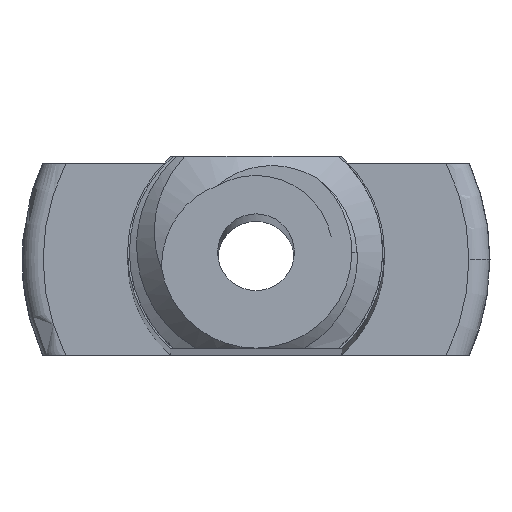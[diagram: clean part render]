
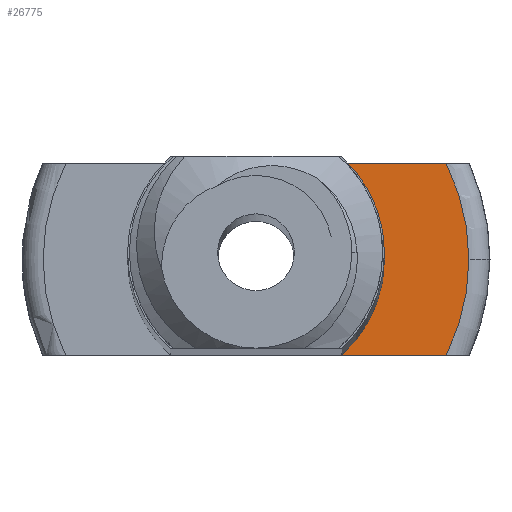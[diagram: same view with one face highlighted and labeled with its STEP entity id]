
A CAD part, top view. The second image highlights one B-rep face of the part: STEP entity #26775.
In plain terms, the highlighted planar face has unit normal (0, 0, 1).
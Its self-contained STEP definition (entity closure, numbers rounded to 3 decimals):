
#7090 = PLANE('',#7091);
#7091 = AXIS2_PLACEMENT_3D('',#7092,#7093,#7094);
#7092 = CARTESIAN_POINT('',(-12.5,-2.5,200.));
#7093 = DIRECTION('',(0.,1.,0.));
#7094 = DIRECTION('',(-1.,0.,0.));
#7879 = PLANE('',#7880);
#7880 = AXIS2_PLACEMENT_3D('',#7881,#7882,#7883);
#7881 = CARTESIAN_POINT('',(-12.5,2.5,200.));
#7882 = DIRECTION('',(0.,-1.,0.));
#7883 = DIRECTION('',(1.,0.,0.));
#11154 = VERTEX_POINT('',#11155);
#11155 = CARTESIAN_POINT('',(4.955,-2.5,0.));
#11207 = TOROIDAL_SURFACE('',#11208,5.55,0.55);
#11208 = AXIS2_PLACEMENT_3D('',#11209,#11210,#11211);
#11209 = CARTESIAN_POINT('',(0.,0.,-0.55
    ));
#11210 = DIRECTION('',(0.,0.,1.));
#11211 = DIRECTION('',(1.,0.,0.));
#11238 = EDGE_CURVE('',#11239,#11154,#11241,.T.);
#11239 = VERTEX_POINT('',#11240);
#11240 = CARTESIAN_POINT('',(2.23,-2.5,0.));
#11241 = SURFACE_CURVE('',#11242,(#11246,#11253),.PCURVE_S1.);
#11242 = LINE('',#11243,#11244);
#11243 = CARTESIAN_POINT('',(-6.25,-2.5,0.));
#11244 = VECTOR('',#11245,1.);
#11245 = DIRECTION('',(1.,0.,0.));
#11246 = PCURVE('',#7090,#11247);
#11247 = DEFINITIONAL_REPRESENTATION('',(#11248),#11252);
#11248 = LINE('',#11249,#11250);
#11249 = CARTESIAN_POINT('',(-6.25,-200.));
#11250 = VECTOR('',#11251,1.);
#11251 = DIRECTION('',(-1.,0.));
#11252 = ( GEOMETRIC_REPRESENTATION_CONTEXT(2) 
PARAMETRIC_REPRESENTATION_CONTEXT() REPRESENTATION_CONTEXT('2D SPACE',''
  ) );
#11253 = PCURVE('',#11254,#11259);
#11254 = PLANE('',#11255);
#11255 = AXIS2_PLACEMENT_3D('',#11256,#11257,#11258);
#11256 = CARTESIAN_POINT('',(0.,0.,
    0.));
#11257 = DIRECTION('',(0.,0.,-1.));
#11258 = DIRECTION('',(1.,0.,0.));
#11259 = DEFINITIONAL_REPRESENTATION('',(#11260),#11264);
#11260 = LINE('',#11261,#11262);
#11261 = CARTESIAN_POINT('',(-6.25,2.5));
#11262 = VECTOR('',#11263,1.);
#11263 = DIRECTION('',(1.,0.));
#11264 = ( GEOMETRIC_REPRESENTATION_CONTEXT(2) 
PARAMETRIC_REPRESENTATION_CONTEXT() REPRESENTATION_CONTEXT('2D SPACE',''
  ) );
#11282 = CYLINDRICAL_SURFACE('',#11283,3.35);
#11283 = AXIS2_PLACEMENT_3D('',#11284,#11285,#11286);
#11284 = CARTESIAN_POINT('',(0.,0.,
    101.725));
#11285 = DIRECTION('',(0.,0.,-1.));
#11286 = DIRECTION('',(1.,0.,0.));
#23461 = TOROIDAL_SURFACE('',#23462,5.55,0.55);
#23462 = AXIS2_PLACEMENT_3D('',#23463,#23464,#23465);
#23463 = CARTESIAN_POINT('',(0.,0.,-0.55
    ));
#23464 = DIRECTION('',(0.,0.,1.));
#23465 = DIRECTION('',(1.,0.,0.));
#25165 = VERTEX_POINT('',#25166);
#25166 = CARTESIAN_POINT('',(4.955,2.5,0.));
#25244 = EDGE_CURVE('',#25245,#25165,#25247,.T.);
#25245 = VERTEX_POINT('',#25246);
#25246 = CARTESIAN_POINT('',(2.23,2.5,0.));
#25247 = SURFACE_CURVE('',#25248,(#25252,#25259),.PCURVE_S1.);
#25248 = LINE('',#25249,#25250);
#25249 = CARTESIAN_POINT('',(-6.25,2.5,0.));
#25250 = VECTOR('',#25251,1.);
#25251 = DIRECTION('',(1.,0.,0.));
#25252 = PCURVE('',#7879,#25253);
#25253 = DEFINITIONAL_REPRESENTATION('',(#25254),#25258);
#25254 = LINE('',#25255,#25256);
#25255 = CARTESIAN_POINT('',(6.25,-200.));
#25256 = VECTOR('',#25257,1.);
#25257 = DIRECTION('',(1.,0.));
#25258 = ( GEOMETRIC_REPRESENTATION_CONTEXT(2) 
PARAMETRIC_REPRESENTATION_CONTEXT() REPRESENTATION_CONTEXT('2D SPACE',''
  ) );
#25259 = PCURVE('',#11254,#25260);
#25260 = DEFINITIONAL_REPRESENTATION('',(#25261),#25265);
#25261 = LINE('',#25262,#25263);
#25262 = CARTESIAN_POINT('',(-6.25,-2.5));
#25263 = VECTOR('',#25264,1.);
#25264 = DIRECTION('',(1.,0.));
#25265 = ( GEOMETRIC_REPRESENTATION_CONTEXT(2) 
PARAMETRIC_REPRESENTATION_CONTEXT() REPRESENTATION_CONTEXT('2D SPACE',''
  ) );
#25281 = CYLINDRICAL_SURFACE('',#25282,3.35);
#25282 = AXIS2_PLACEMENT_3D('',#25283,#25284,#25285);
#25283 = CARTESIAN_POINT('',(0.,0.,
    101.725));
#25284 = DIRECTION('',(0.,0.,-1.));
#25285 = DIRECTION('',(1.,0.,0.));
#26702 = VERTEX_POINT('',#26703);
#26703 = CARTESIAN_POINT('',(3.35,0.,0.
    ));
#26726 = EDGE_CURVE('',#26702,#11239,#26727,.T.);
#26727 = SURFACE_CURVE('',#26728,(#26733,#26740),.PCURVE_S1.);
#26728 = CIRCLE('',#26729,3.35);
#26729 = AXIS2_PLACEMENT_3D('',#26730,#26731,#26732);
#26730 = CARTESIAN_POINT('',(0.,0.,
    0.));
#26731 = DIRECTION('',(0.,0.,-1.));
#26732 = DIRECTION('',(1.,0.,0.));
#26733 = PCURVE('',#11282,#26734);
#26734 = DEFINITIONAL_REPRESENTATION('',(#26735),#26739);
#26735 = LINE('',#26736,#26737);
#26736 = CARTESIAN_POINT('',(0.,101.725));
#26737 = VECTOR('',#26738,1.);
#26738 = DIRECTION('',(1.,0.));
#26739 = ( GEOMETRIC_REPRESENTATION_CONTEXT(2) 
PARAMETRIC_REPRESENTATION_CONTEXT() REPRESENTATION_CONTEXT('2D SPACE',''
  ) );
#26740 = PCURVE('',#11254,#26741);
#26741 = DEFINITIONAL_REPRESENTATION('',(#26742),#26746);
#26742 = CIRCLE('',#26743,3.35);
#26743 = AXIS2_PLACEMENT_2D('',#26744,#26745);
#26744 = CARTESIAN_POINT('',(0.,0.));
#26745 = DIRECTION('',(1.,0.));
#26746 = ( GEOMETRIC_REPRESENTATION_CONTEXT(2) 
PARAMETRIC_REPRESENTATION_CONTEXT() REPRESENTATION_CONTEXT('2D SPACE',''
  ) );
#26775 = ADVANCED_FACE('',(#26776),#11254,.F.);
#26776 = FACE_BOUND('',#26777,.T.);
#26777 = EDGE_LOOP('',(#26778,#26779,#26801,#26802,#26803,#26827));
#26778 = ORIENTED_EDGE('',*,*,#25244,.F.);
#26779 = ORIENTED_EDGE('',*,*,#26780,.T.);
#26780 = EDGE_CURVE('',#25245,#26702,#26781,.T.);
#26781 = SURFACE_CURVE('',#26782,(#26787,#26794),.PCURVE_S1.);
#26782 = CIRCLE('',#26783,3.35);
#26783 = AXIS2_PLACEMENT_3D('',#26784,#26785,#26786);
#26784 = CARTESIAN_POINT('',(0.,0.,
    0.));
#26785 = DIRECTION('',(0.,0.,-1.));
#26786 = DIRECTION('',(1.,0.,0.));
#26787 = PCURVE('',#11254,#26788);
#26788 = DEFINITIONAL_REPRESENTATION('',(#26789),#26793);
#26789 = CIRCLE('',#26790,3.35);
#26790 = AXIS2_PLACEMENT_2D('',#26791,#26792);
#26791 = CARTESIAN_POINT('',(0.,0.));
#26792 = DIRECTION('',(1.,0.));
#26793 = ( GEOMETRIC_REPRESENTATION_CONTEXT(2) 
PARAMETRIC_REPRESENTATION_CONTEXT() REPRESENTATION_CONTEXT('2D SPACE',''
  ) );
#26794 = PCURVE('',#25281,#26795);
#26795 = DEFINITIONAL_REPRESENTATION('',(#26796),#26800);
#26796 = LINE('',#26797,#26798);
#26797 = CARTESIAN_POINT('',(0.,101.725));
#26798 = VECTOR('',#26799,1.);
#26799 = DIRECTION('',(1.,0.));
#26800 = ( GEOMETRIC_REPRESENTATION_CONTEXT(2) 
PARAMETRIC_REPRESENTATION_CONTEXT() REPRESENTATION_CONTEXT('2D SPACE',''
  ) );
#26801 = ORIENTED_EDGE('',*,*,#26726,.T.);
#26802 = ORIENTED_EDGE('',*,*,#11238,.T.);
#26803 = ORIENTED_EDGE('',*,*,#26804,.F.);
#26804 = EDGE_CURVE('',#26805,#11154,#26807,.T.);
#26805 = VERTEX_POINT('',#26806);
#26806 = CARTESIAN_POINT('',(5.55,0.,0.
    ));
#26807 = SURFACE_CURVE('',#26808,(#26813,#26820),.PCURVE_S1.);
#26808 = CIRCLE('',#26809,5.55);
#26809 = AXIS2_PLACEMENT_3D('',#26810,#26811,#26812);
#26810 = CARTESIAN_POINT('',(0.,0.,
    0.));
#26811 = DIRECTION('',(0.,0.,-1.));
#26812 = DIRECTION('',(1.,0.,0.));
#26813 = PCURVE('',#11254,#26814);
#26814 = DEFINITIONAL_REPRESENTATION('',(#26815),#26819);
#26815 = CIRCLE('',#26816,5.55);
#26816 = AXIS2_PLACEMENT_2D('',#26817,#26818);
#26817 = CARTESIAN_POINT('',(0.,0.));
#26818 = DIRECTION('',(1.,0.));
#26819 = ( GEOMETRIC_REPRESENTATION_CONTEXT(2) 
PARAMETRIC_REPRESENTATION_CONTEXT() REPRESENTATION_CONTEXT('2D SPACE',''
  ) );
#26820 = PCURVE('',#11207,#26821);
#26821 = DEFINITIONAL_REPRESENTATION('',(#26822),#26826);
#26822 = LINE('',#26823,#26824);
#26823 = CARTESIAN_POINT('',(-0.,7.854));
#26824 = VECTOR('',#26825,1.);
#26825 = DIRECTION('',(-1.,0.));
#26826 = ( GEOMETRIC_REPRESENTATION_CONTEXT(2) 
PARAMETRIC_REPRESENTATION_CONTEXT() REPRESENTATION_CONTEXT('2D SPACE',''
  ) );
#26827 = ORIENTED_EDGE('',*,*,#26828,.F.);
#26828 = EDGE_CURVE('',#25165,#26805,#26829,.T.);
#26829 = SURFACE_CURVE('',#26830,(#26835,#26842),.PCURVE_S1.);
#26830 = CIRCLE('',#26831,5.55);
#26831 = AXIS2_PLACEMENT_3D('',#26832,#26833,#26834);
#26832 = CARTESIAN_POINT('',(0.,0.,
    0.));
#26833 = DIRECTION('',(0.,0.,-1.));
#26834 = DIRECTION('',(1.,0.,0.));
#26835 = PCURVE('',#11254,#26836);
#26836 = DEFINITIONAL_REPRESENTATION('',(#26837),#26841);
#26837 = CIRCLE('',#26838,5.55);
#26838 = AXIS2_PLACEMENT_2D('',#26839,#26840);
#26839 = CARTESIAN_POINT('',(0.,0.));
#26840 = DIRECTION('',(1.,0.));
#26841 = ( GEOMETRIC_REPRESENTATION_CONTEXT(2) 
PARAMETRIC_REPRESENTATION_CONTEXT() REPRESENTATION_CONTEXT('2D SPACE',''
  ) );
#26842 = PCURVE('',#23461,#26843);
#26843 = DEFINITIONAL_REPRESENTATION('',(#26844),#26848);
#26844 = LINE('',#26845,#26846);
#26845 = CARTESIAN_POINT('',(-0.,7.854));
#26846 = VECTOR('',#26847,1.);
#26847 = DIRECTION('',(-1.,0.));
#26848 = ( GEOMETRIC_REPRESENTATION_CONTEXT(2) 
PARAMETRIC_REPRESENTATION_CONTEXT() REPRESENTATION_CONTEXT('2D SPACE',''
  ) );
